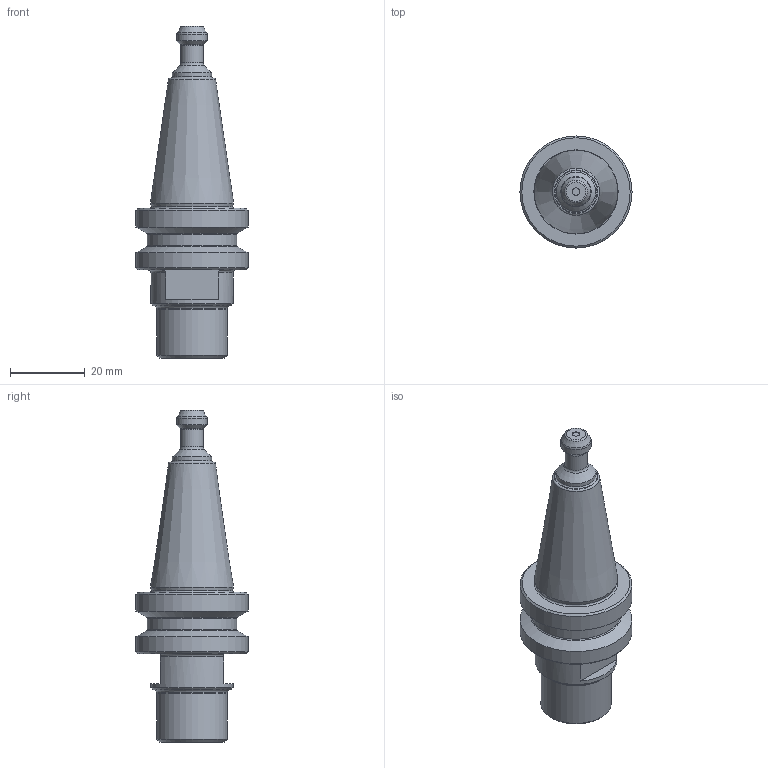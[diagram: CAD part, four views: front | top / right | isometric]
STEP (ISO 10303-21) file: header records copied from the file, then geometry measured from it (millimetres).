
FILE_DESCRIPTION(/* description */ (''),/* implementation_level */ '2;1');
FILE_NAME(/* name */ '242011616.stp',/* time_stamp */ '2021-01-08T12:42:32',/* author */ ('LRA'),/* organization */ ('REGO-FIX'),/* preprocessor_version */ ' Unknown',/* originating_system */ 'SIEMENS PLM Software Solid Edge ST10',/* authorization */ 'Unknown');
FILE_SCHEMA (('AUTOMOTIVE_DESIGN { 1 0 10303 214 2 1 1}'));
Length unit declared in the file: millimetre
Products named in the file (1): NOCUT
Bounding box: 30 x 30 x 88.9 mm (x, y, z)
Volume: 21785.2 mm3; surface area: 8130.7 mm2
Topology: 1 solids, 1 shells, 48 faces, 100 edges, 59 vertices
Faces by surface type: torus 13, cone 13, cylinder 11, plane 11
Full cylindrical faces by diameter (mm): 2 x1, 6 x1, 8.1 x1, 10.5 x2, 19 x2, 22 x1, 24 x1, 30 x2
Entity records: 1418 total; most frequent: DIRECTION 204, CARTESIAN_POINT 182, ORIENTED_EDGE 116, AXIS2_PLACEMENT_3D 98, FACE_BOUND 89, EDGE_LOOP 88, EDGE_CURVE 58, VERTEX_POINT 53
